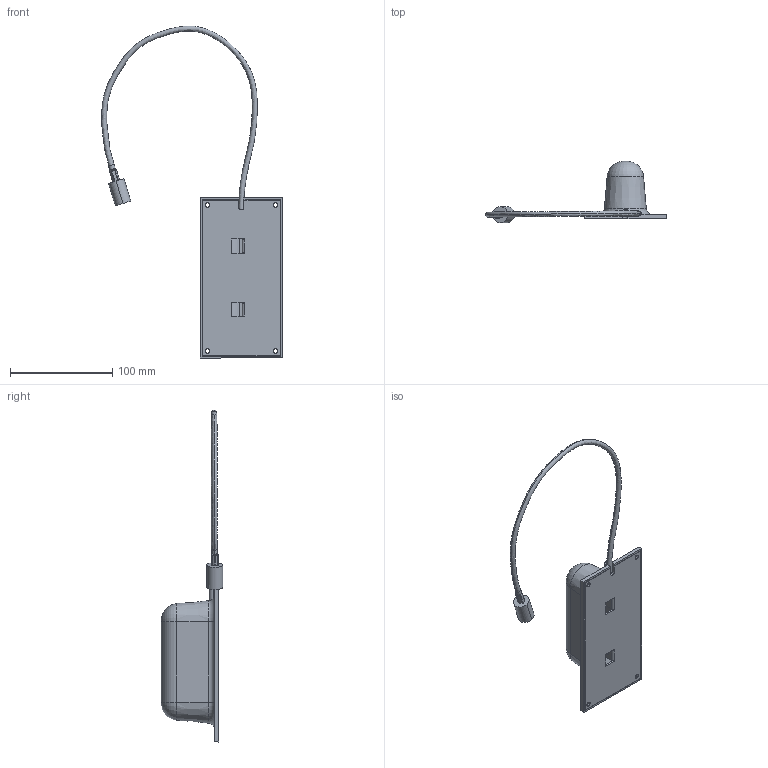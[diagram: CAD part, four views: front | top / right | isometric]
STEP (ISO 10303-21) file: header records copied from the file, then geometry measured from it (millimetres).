
FILE_DESCRIPTION (( 'STEP AP203' ), '1' );
FILE_NAME ('HG2405P-135.STEP', '2011-06-09T20:59:45', ( 'x' ), ( 'Microsoft' ), 'SwSTEP 2.0', 'SolidWorks 2010', '' );
FILE_SCHEMA (( 'CONFIG_CONTROL_DESIGN' ));
Length unit declared in the file: inch
Products named in the file (6): HG2405P-135; XF1031-01; XF1029-01; HG2405P-135_195_12inch cable; CONNECTOR REPRESENTATION; HEATSH-HEX_stepd_195White
Assembly tree (5 placements, depth 2):
  HG2405P-135
    XF1031-01
    CONNECTOR REPRESENTATION
    HG2405P-135_195_12inch cable
    XF1029-01
    HEATSH-HEX_stepd_195White
Bounding box: 177.12 x 60.21 x 324.94 mm (x, y, z)
Volume: 82436.9 mm3; surface area: 82647.9 mm2
Topology: 5 solids, 5 shells, 165 faces, 413 edges, 258 vertices
Faces by surface type: plane 77, cylinder 66, torus 10, sphere 6, cone 4, bspline 2
Entity records: 6957 total; most frequent: CARTESIAN_POINT 2328, DIRECTION 855, ORIENTED_EDGE 818, EDGE_CURVE 409, AXIS2_PLACEMENT_3D 309, VERTEX_POINT 256, LINE 237, VECTOR 237
